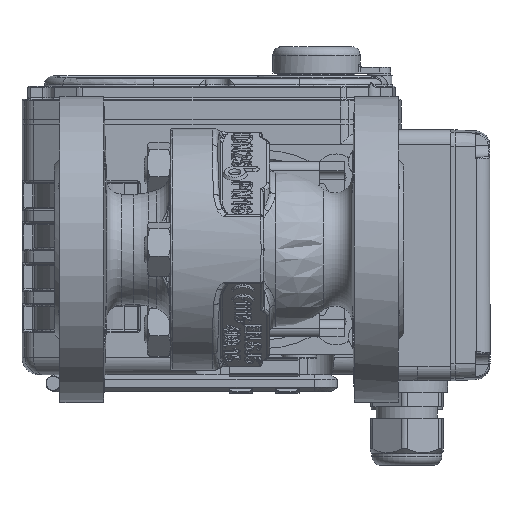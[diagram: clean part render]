
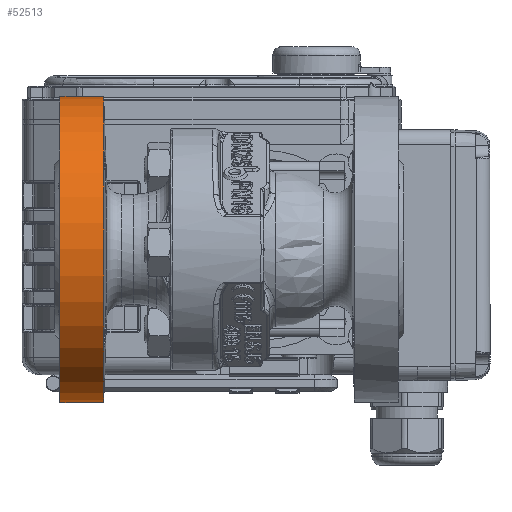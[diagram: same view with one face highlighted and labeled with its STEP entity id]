
A CAD part, front view. The second image highlights one B-rep face of the part: STEP entity #52513.
In plain terms, the highlighted cylindrical face has radius 52.5 mm (diameter 105 mm), a full revolution.
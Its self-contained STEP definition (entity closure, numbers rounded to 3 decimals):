
#2899=CYLINDRICAL_SURFACE('',#56523,52.5);
#4038=CIRCLE('',#56522,52.5);
#4039=CIRCLE('',#56524,52.5);
#7075=ORIENTED_EDGE('',*,*,#22995,.F.);
#7076=ORIENTED_EDGE('',*,*,#23000,.T.);
#22995=EDGE_CURVE('',#30969,#30969,#4038,.T.);
#23000=EDGE_CURVE('',#30974,#30974,#4039,.T.);
#30969=VERTEX_POINT('',#79017);
#30974=VERTEX_POINT('',#79068);
#43632=EDGE_LOOP('',(#7075));
#43633=EDGE_LOOP('',(#7076));
#47469=FACE_BOUND('',#43632,.T.);
#47470=FACE_BOUND('',#43633,.T.);
#52513=ADVANCED_FACE('',(#47469,#47470),#2899,.T.);
#56522=AXIS2_PLACEMENT_3D('',#79016,#62399,#62400);
#56523=AXIS2_PLACEMENT_3D('',#79066,#62401,#62402);
#56524=AXIS2_PLACEMENT_3D('',#79067,#62403,#62404);
#62399=DIRECTION('',(1.,0.,0.));
#62400=DIRECTION('',(0.,0.,-1.));
#62401=DIRECTION('',(1.,0.,0.));
#62402=DIRECTION('',(0.,0.,-1.));
#62403=DIRECTION('',(1.,0.,0.));
#62404=DIRECTION('',(0.,0.,-1.));
#79016=CARTESIAN_POINT('',(-55.,0.,0.));
#79017=CARTESIAN_POINT('',(-55.,0.,-52.5));
#79066=CARTESIAN_POINT('',(8.769,0.,0.));
#79067=CARTESIAN_POINT('',(-70.,0.,0.));
#79068=CARTESIAN_POINT('',(-70.,0.,-52.5));
